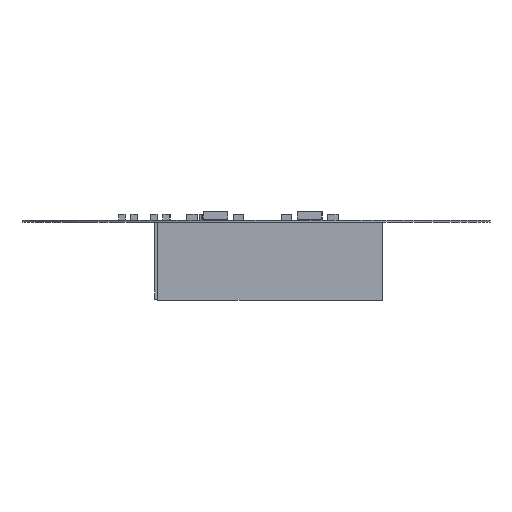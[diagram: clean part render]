
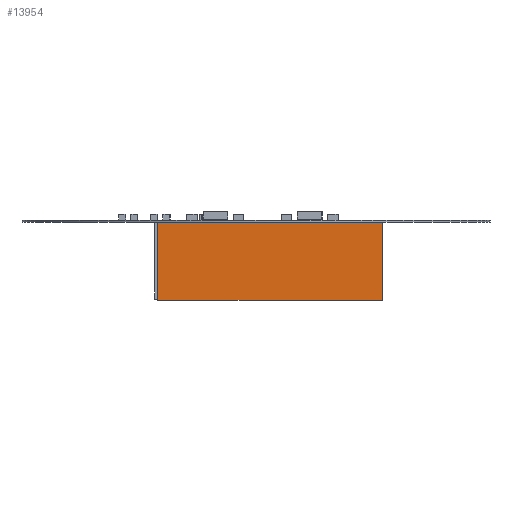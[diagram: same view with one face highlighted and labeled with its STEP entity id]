
A CAD part, front view. The second image highlights one B-rep face of the part: STEP entity #13954.
In plain terms, the highlighted planar face has unit normal (0, -1, 0).
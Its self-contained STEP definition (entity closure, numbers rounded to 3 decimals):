
#13691 = EDGE_CURVE('',#13692,#13694,#13696,.T.);
#13692 = VERTEX_POINT('',#13693);
#13693 = CARTESIAN_POINT('',(23.178,-7.62,0.));
#13694 = VERTEX_POINT('',#13695);
#13695 = CARTESIAN_POINT('',(23.178,-7.62,16.129));
#13696 = SURFACE_CURVE('',#13697,(#13701,#13713),.PCURVE_S1.);
#13697 = LINE('',#13698,#13699);
#13698 = CARTESIAN_POINT('',(23.178,-7.62,0.));
#13699 = VECTOR('',#13700,1.);
#13700 = DIRECTION('',(0.,0.,1.));
#13701 = PCURVE('',#13702,#13707);
#13702 = PLANE('',#13703);
#13703 = AXIS2_PLACEMENT_3D('',#13704,#13705,#13706);
#13704 = CARTESIAN_POINT('',(23.178,-7.62,0.));
#13705 = DIRECTION('',(-1.,0.,0.));
#13706 = DIRECTION('',(0.,1.,0.));
#13707 = DEFINITIONAL_REPRESENTATION('',(#13708),#13712);
#13708 = LINE('',#13709,#13710);
#13709 = CARTESIAN_POINT('',(0.,0.));
#13710 = VECTOR('',#13711,1.);
#13711 = DIRECTION('',(0.,-1.));
#13712 = ( GEOMETRIC_REPRESENTATION_CONTEXT(2) 
PARAMETRIC_REPRESENTATION_CONTEXT() REPRESENTATION_CONTEXT('2D SPACE',''
  ) );
#13713 = PCURVE('',#13714,#13719);
#13714 = PLANE('',#13715);
#13715 = AXIS2_PLACEMENT_3D('',#13716,#13717,#13718);
#13716 = CARTESIAN_POINT('',(-23.178,-7.62,0.));
#13717 = DIRECTION('',(0.,1.,0.));
#13718 = DIRECTION('',(1.,0.,0.));
#13719 = DEFINITIONAL_REPRESENTATION('',(#13720),#13724);
#13720 = LINE('',#13721,#13722);
#13721 = CARTESIAN_POINT('',(46.355,0.));
#13722 = VECTOR('',#13723,1.);
#13723 = DIRECTION('',(0.,-1.));
#13724 = ( GEOMETRIC_REPRESENTATION_CONTEXT(2) 
PARAMETRIC_REPRESENTATION_CONTEXT() REPRESENTATION_CONTEXT('2D SPACE',''
  ) );
#13742 = PLANE('',#13743);
#13743 = AXIS2_PLACEMENT_3D('',#13744,#13745,#13746);
#13744 = CARTESIAN_POINT('',(23.178,-7.62,16.129));
#13745 = DIRECTION('',(0.,0.,-1.));
#13746 = DIRECTION('',(-1.,0.,0.));
#13796 = PLANE('',#13797);
#13797 = AXIS2_PLACEMENT_3D('',#13798,#13799,#13800);
#13798 = CARTESIAN_POINT('',(23.178,-7.62,0.));
#13799 = DIRECTION('',(0.,0.,-1.));
#13800 = DIRECTION('',(-1.,0.,0.));
#13851 = PLANE('',#13852);
#13852 = AXIS2_PLACEMENT_3D('',#13853,#13854,#13855);
#13853 = CARTESIAN_POINT('',(-23.178,7.62,0.));
#13854 = DIRECTION('',(1.,0.,0.));
#13855 = DIRECTION('',(0.,-1.,0.));
#13889 = VERTEX_POINT('',#13890);
#13890 = CARTESIAN_POINT('',(-23.178,-7.62,16.129));
#13911 = EDGE_CURVE('',#13912,#13889,#13914,.T.);
#13912 = VERTEX_POINT('',#13913);
#13913 = CARTESIAN_POINT('',(-23.178,-7.62,0.));
#13914 = SURFACE_CURVE('',#13915,(#13919,#13926),.PCURVE_S1.);
#13915 = LINE('',#13916,#13917);
#13916 = CARTESIAN_POINT('',(-23.178,-7.62,0.));
#13917 = VECTOR('',#13918,1.);
#13918 = DIRECTION('',(0.,0.,1.));
#13919 = PCURVE('',#13851,#13920);
#13920 = DEFINITIONAL_REPRESENTATION('',(#13921),#13925);
#13921 = LINE('',#13922,#13923);
#13922 = CARTESIAN_POINT('',(15.24,0.));
#13923 = VECTOR('',#13924,1.);
#13924 = DIRECTION('',(0.,-1.));
#13925 = ( GEOMETRIC_REPRESENTATION_CONTEXT(2) 
PARAMETRIC_REPRESENTATION_CONTEXT() REPRESENTATION_CONTEXT('2D SPACE',''
  ) );
#13926 = PCURVE('',#13714,#13927);
#13927 = DEFINITIONAL_REPRESENTATION('',(#13928),#13932);
#13928 = LINE('',#13929,#13930);
#13929 = CARTESIAN_POINT('',(0.,0.));
#13930 = VECTOR('',#13931,1.);
#13931 = DIRECTION('',(0.,-1.));
#13932 = ( GEOMETRIC_REPRESENTATION_CONTEXT(2) 
PARAMETRIC_REPRESENTATION_CONTEXT() REPRESENTATION_CONTEXT('2D SPACE',''
  ) );
#13954 = ADVANCED_FACE('',(#13955),#13714,.F.);
#13955 = FACE_BOUND('',#13956,.F.);
#13956 = EDGE_LOOP('',(#13957,#13958,#13979,#13980));
#13957 = ORIENTED_EDGE('',*,*,#13911,.T.);
#13958 = ORIENTED_EDGE('',*,*,#13959,.T.);
#13959 = EDGE_CURVE('',#13889,#13694,#13960,.T.);
#13960 = SURFACE_CURVE('',#13961,(#13965,#13972),.PCURVE_S1.);
#13961 = LINE('',#13962,#13963);
#13962 = CARTESIAN_POINT('',(-23.178,-7.62,16.129));
#13963 = VECTOR('',#13964,1.);
#13964 = DIRECTION('',(1.,0.,0.));
#13965 = PCURVE('',#13714,#13966);
#13966 = DEFINITIONAL_REPRESENTATION('',(#13967),#13971);
#13967 = LINE('',#13968,#13969);
#13968 = CARTESIAN_POINT('',(0.,-16.129));
#13969 = VECTOR('',#13970,1.);
#13970 = DIRECTION('',(1.,0.));
#13971 = ( GEOMETRIC_REPRESENTATION_CONTEXT(2) 
PARAMETRIC_REPRESENTATION_CONTEXT() REPRESENTATION_CONTEXT('2D SPACE',''
  ) );
#13972 = PCURVE('',#13742,#13973);
#13973 = DEFINITIONAL_REPRESENTATION('',(#13974),#13978);
#13974 = LINE('',#13975,#13976);
#13975 = CARTESIAN_POINT('',(46.355,0.));
#13976 = VECTOR('',#13977,1.);
#13977 = DIRECTION('',(-1.,0.));
#13978 = ( GEOMETRIC_REPRESENTATION_CONTEXT(2) 
PARAMETRIC_REPRESENTATION_CONTEXT() REPRESENTATION_CONTEXT('2D SPACE',''
  ) );
#13979 = ORIENTED_EDGE('',*,*,#13691,.F.);
#13980 = ORIENTED_EDGE('',*,*,#13981,.F.);
#13981 = EDGE_CURVE('',#13912,#13692,#13982,.T.);
#13982 = SURFACE_CURVE('',#13983,(#13987,#13994),.PCURVE_S1.);
#13983 = LINE('',#13984,#13985);
#13984 = CARTESIAN_POINT('',(-23.178,-7.62,0.));
#13985 = VECTOR('',#13986,1.);
#13986 = DIRECTION('',(1.,0.,0.));
#13987 = PCURVE('',#13714,#13988);
#13988 = DEFINITIONAL_REPRESENTATION('',(#13989),#13993);
#13989 = LINE('',#13990,#13991);
#13990 = CARTESIAN_POINT('',(0.,0.));
#13991 = VECTOR('',#13992,1.);
#13992 = DIRECTION('',(1.,0.));
#13993 = ( GEOMETRIC_REPRESENTATION_CONTEXT(2) 
PARAMETRIC_REPRESENTATION_CONTEXT() REPRESENTATION_CONTEXT('2D SPACE',''
  ) );
#13994 = PCURVE('',#13796,#13995);
#13995 = DEFINITIONAL_REPRESENTATION('',(#13996),#14000);
#13996 = LINE('',#13997,#13998);
#13997 = CARTESIAN_POINT('',(46.355,0.));
#13998 = VECTOR('',#13999,1.);
#13999 = DIRECTION('',(-1.,0.));
#14000 = ( GEOMETRIC_REPRESENTATION_CONTEXT(2) 
PARAMETRIC_REPRESENTATION_CONTEXT() REPRESENTATION_CONTEXT('2D SPACE',''
  ) );
